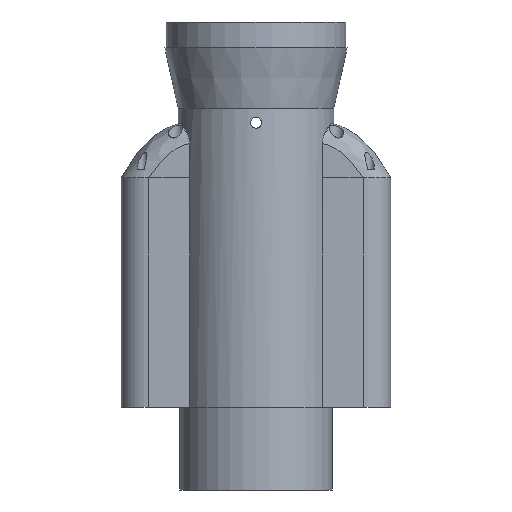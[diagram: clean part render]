
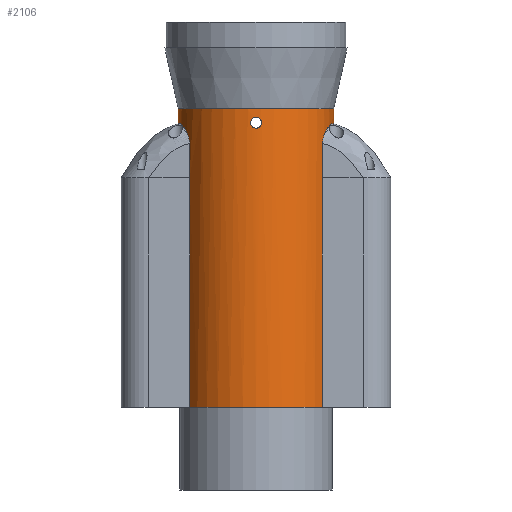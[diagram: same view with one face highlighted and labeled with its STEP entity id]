
A CAD part, front view. The second image highlights one B-rep face of the part: STEP entity #2106.
In plain terms, the highlighted cylindrical face has radius 28.15 mm (diameter 56.3 mm), a full revolution.
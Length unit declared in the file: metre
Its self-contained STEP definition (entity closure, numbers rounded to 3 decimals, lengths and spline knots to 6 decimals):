
#46=LINE('',#3836,#174);
#47=LINE('',#3841,#175);
#48=LINE('',#3845,#176);
#49=LINE('',#3849,#177);
#174=VECTOR('',#2667,1.);
#175=VECTOR('',#2670,1.);
#176=VECTOR('',#2673,1.);
#177=VECTOR('',#2676,1.);
#429=CIRCLE('',#2330,0.02815);
#430=CIRCLE('',#2331,0.02815);
#431=CIRCLE('',#2332,0.02815);
#432=CIRCLE('',#2333,0.02815);
#433=CIRCLE('',#2334,0.02815);
#683=ORIENTED_EDGE('',*,*,#1127,.T.);
#684=ORIENTED_EDGE('',*,*,#1128,.T.);
#685=ORIENTED_EDGE('',*,*,#1129,.F.);
#686=ORIENTED_EDGE('',*,*,#1130,.F.);
#687=ORIENTED_EDGE('',*,*,#1131,.T.);
#688=ORIENTED_EDGE('',*,*,#1132,.T.);
#689=ORIENTED_EDGE('',*,*,#1133,.T.);
#690=ORIENTED_EDGE('',*,*,#1134,.F.);
#691=ORIENTED_EDGE('',*,*,#1135,.T.);
#692=ORIENTED_EDGE('',*,*,#1136,.T.);
#693=ORIENTED_EDGE('',*,*,#1137,.T.);
#1127=EDGE_CURVE('',#1377,#1377,#1539,.T.);
#1128=EDGE_CURVE('',#1378,#1378,#1540,.T.);
#1129=EDGE_CURVE('',#1379,#1379,#429,.T.);
#1130=EDGE_CURVE('',#1380,#1381,#46,.T.);
#1131=EDGE_CURVE('',#1380,#1382,#430,.T.);
#1132=EDGE_CURVE('',#1382,#1383,#47,.T.);
#1133=EDGE_CURVE('',#1383,#1384,#431,.T.);
#1134=EDGE_CURVE('',#1385,#1384,#48,.T.);
#1135=EDGE_CURVE('',#1385,#1386,#432,.T.);
#1136=EDGE_CURVE('',#1386,#1387,#49,.T.);
#1137=EDGE_CURVE('',#1387,#1381,#433,.T.);
#1377=VERTEX_POINT('',#3821);
#1378=VERTEX_POINT('',#3833);
#1379=VERTEX_POINT('',#3835);
#1380=VERTEX_POINT('',#3837);
#1381=VERTEX_POINT('',#3838);
#1382=VERTEX_POINT('',#3840);
#1383=VERTEX_POINT('',#3842);
#1384=VERTEX_POINT('',#3844);
#1385=VERTEX_POINT('',#3846);
#1386=VERTEX_POINT('',#3848);
#1387=VERTEX_POINT('',#3850);
#1539=B_SPLINE_CURVE_WITH_KNOTS('',3,(#3810,#3811,#3812,#3813,#3814,#3815,
#3816,#3817,#3818,#3819,#3820),.UNSPECIFIED.,.T.,.F.,(1,1,1,1,1,1,1,1,1,
1,1,1,1,1,1),(-0.004691,-0.003127,-0.001564,
0.,0.001564,0.003127,0.004691,
0.006254,0.007818,0.009381,0.010945,
0.012508,0.014072,0.015635,0.017199),
 .UNSPECIFIED.);
#1540=B_SPLINE_CURVE_WITH_KNOTS('',3,(#3822,#3823,#3824,#3825,#3826,#3827,
#3828,#3829,#3830,#3831,#3832),.UNSPECIFIED.,.T.,.F.,(1,1,1,1,1,1,1,1,1,
1,1,1,1,1,1),(-0.004691,-0.003127,-0.001564,
0.,0.001564,0.003127,0.004691,
0.006254,0.007818,0.009381,0.010945,
0.012508,0.014072,0.015635,0.017199),
 .UNSPECIFIED.);
#1655=EDGE_LOOP('',(#683));
#1656=EDGE_LOOP('',(#684));
#1657=EDGE_LOOP('',(#685));
#1658=EDGE_LOOP('',(#686,#687,#688,#689,#690,#691,#692,#693));
#1883=FACE_BOUND('',#1655,.T.);
#1884=FACE_BOUND('',#1656,.T.);
#1885=FACE_BOUND('',#1657,.T.);
#1886=FACE_BOUND('',#1658,.T.);
#2026=CYLINDRICAL_SURFACE('',#2329,0.02815);
#2106=ADVANCED_FACE('',(#1883,#1884,#1885,#1886),#2026,.T.);
#2329=AXIS2_PLACEMENT_3D('',#3809,#2663,#2664);
#2330=AXIS2_PLACEMENT_3D('',#3834,#2665,#2666);
#2331=AXIS2_PLACEMENT_3D('',#3839,#2668,#2669);
#2332=AXIS2_PLACEMENT_3D('',#3843,#2671,#2672);
#2333=AXIS2_PLACEMENT_3D('',#3847,#2674,#2675);
#2334=AXIS2_PLACEMENT_3D('',#3851,#2677,#2678);
#2663=DIRECTION('',(0.,0.,-1.));
#2664=DIRECTION('',(-1.,0.,0.));
#2665=DIRECTION('',(0.,0.,1.));
#2666=DIRECTION('',(1.,0.,0.));
#2667=DIRECTION('',(0.,0.,1.));
#2668=DIRECTION('',(0.,0.,1.));
#2669=DIRECTION('',(1.,0.,0.));
#2670=DIRECTION('',(0.,0.,1.));
#2671=DIRECTION('',(0.,0.,1.));
#2672=DIRECTION('',(1.,0.,0.));
#2673=DIRECTION('',(0.,0.,1.));
#2674=DIRECTION('',(0.,0.,1.));
#2675=DIRECTION('',(1.,0.,0.));
#2676=DIRECTION('',(0.,0.,1.));
#2677=DIRECTION('',(0.,0.,1.));
#2678=DIRECTION('',(-1.,0.,0.));
#3809=CARTESIAN_POINT('',(0.,0.,0.036));
#3810=CARTESIAN_POINT('',(-0.001569,0.028114,0.131434));
#3811=CARTESIAN_POINT('',(0.,0.028168,0.130783));
#3812=CARTESIAN_POINT('',(0.001567,0.028114,0.131434));
#3813=CARTESIAN_POINT('',(0.002216,0.028061,0.132998));
#3814=CARTESIAN_POINT('',(0.001568,0.028114,0.134567));
#3815=CARTESIAN_POINT('',(0.,0.028168,0.135216));
#3816=CARTESIAN_POINT('',(-0.001565,0.028115,0.134569));
#3817=CARTESIAN_POINT('',(-0.002216,0.028061,0.133002));
#3818=CARTESIAN_POINT('',(-0.001569,0.028114,0.131434));
#3819=CARTESIAN_POINT('',(0.,0.028168,0.130783));
#3820=CARTESIAN_POINT('',(0.001567,0.028114,0.131434));
#3821=CARTESIAN_POINT('',(0.,0.02815,0.131));
#3822=CARTESIAN_POINT('',(0.001569,-0.028114,0.131434));
#3823=CARTESIAN_POINT('',(0.,-0.028168,0.130783));
#3824=CARTESIAN_POINT('',(-0.001567,-0.028114,0.131434));
#3825=CARTESIAN_POINT('',(-0.002216,-0.028061,0.132998));
#3826=CARTESIAN_POINT('',(-0.001568,-0.028114,0.134567));
#3827=CARTESIAN_POINT('',(0.,-0.028168,0.135216));
#3828=CARTESIAN_POINT('',(0.001565,-0.028115,0.134569));
#3829=CARTESIAN_POINT('',(0.002216,-0.028061,0.133002));
#3830=CARTESIAN_POINT('',(0.001569,-0.028114,0.131434));
#3831=CARTESIAN_POINT('',(0.,-0.028168,0.130783));
#3832=CARTESIAN_POINT('',(-0.001567,-0.028114,0.131434));
#3833=CARTESIAN_POINT('',(0.,-0.02815,0.131));
#3834=CARTESIAN_POINT('',(0.,0.,0.138));
#3835=CARTESIAN_POINT('',(0.02815,0.,0.138));
#3836=CARTESIAN_POINT('',(0.024049,0.014632,0.029998));
#3837=CARTESIAN_POINT('',(0.024049,0.014632,0.03));
#3838=CARTESIAN_POINT('',(0.024049,0.014632,0.113));
#3839=CARTESIAN_POINT('',(0.,0.,0.03));
#3840=CARTESIAN_POINT('',(-0.024049,0.014632,0.03));
#3841=CARTESIAN_POINT('',(-0.024049,0.014632,0.029998));
#3842=CARTESIAN_POINT('',(-0.024049,0.014632,0.113));
#3843=CARTESIAN_POINT('',(0.,0.,0.113));
#3844=CARTESIAN_POINT('',(-0.024049,-0.014632,0.113));
#3845=CARTESIAN_POINT('',(-0.024049,-0.014632,0.029998));
#3846=CARTESIAN_POINT('',(-0.024049,-0.014632,0.03));
#3847=CARTESIAN_POINT('',(0.,0.,0.03));
#3848=CARTESIAN_POINT('',(0.024049,-0.014632,0.03));
#3849=CARTESIAN_POINT('',(0.024049,-0.014632,0.029998));
#3850=CARTESIAN_POINT('',(0.024049,-0.014632,0.113));
#3851=CARTESIAN_POINT('',(0.,0.,0.113));
